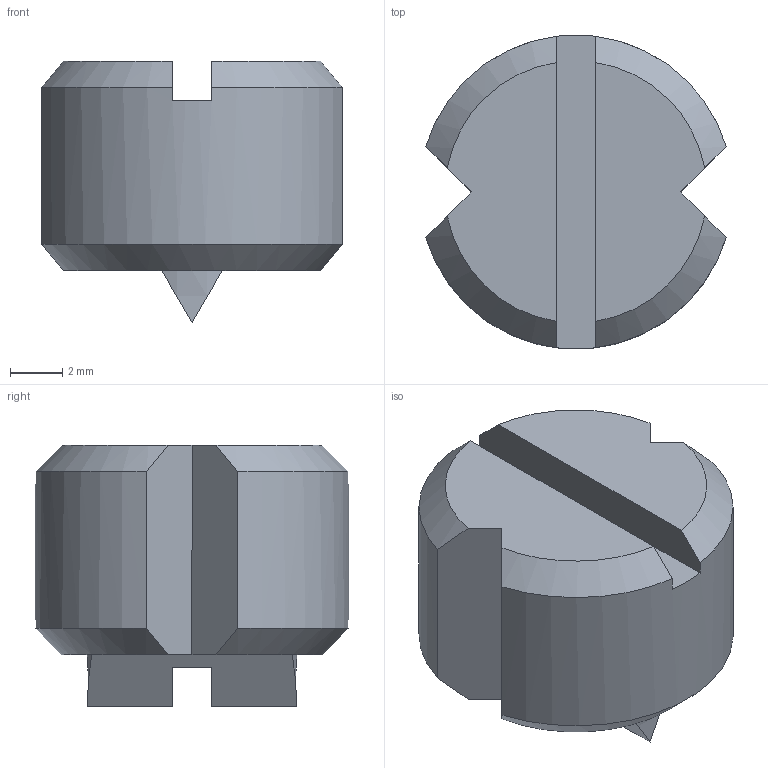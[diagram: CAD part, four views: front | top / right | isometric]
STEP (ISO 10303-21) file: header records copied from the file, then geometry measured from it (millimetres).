
FILE_DESCRIPTION (( 'STEP AP203' ), '1' );
FILE_NAME ('STP-202-003-10120-000(BD-TH-1062).STEP', '2022-07-26T05:13:49', ( '' ), ( '' ), 'SwSTEP 2.0', 'SolidWorks 2017', '' );
FILE_SCHEMA (( 'CONFIG_CONTROL_DESIGN' ));
Length unit declared in the file: millimetre
Products named in the file (1): STP-202-003-10120-000(BD-TH-1062)
Bounding box: 11.48 x 11.99 x 10 mm (x, y, z)
Volume: 807.9 mm3; surface area: 547.6 mm2
Topology: 1 solids, 1 shells, 25 faces, 66 edges, 44 vertices
Faces by surface type: plane 15, cone 6, cylinder 4
Entity records: 865 total; most frequent: CARTESIAN_POINT 184, ORIENTED_EDGE 132, DIRECTION 118, EDGE_CURVE 66, VERTEX_POINT 44, AXIS2_PLACEMENT_3D 42, VECTOR 34, LINE 34
